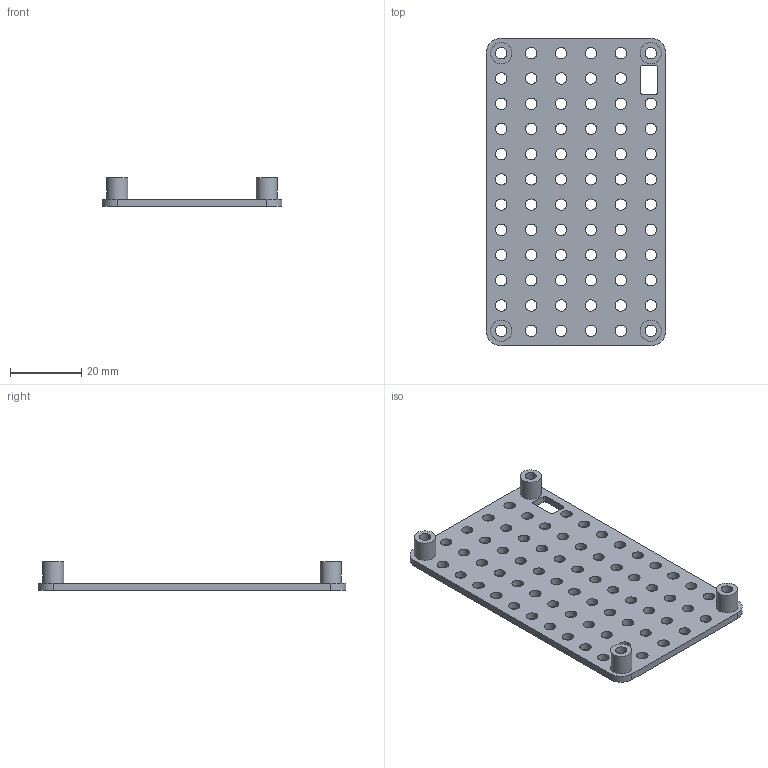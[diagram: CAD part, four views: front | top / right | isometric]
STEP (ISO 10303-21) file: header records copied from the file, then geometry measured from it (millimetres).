
FILE_DESCRIPTION(('FreeCAD Model'),'2;1');
FILE_NAME('Open CASCADE Shape Model','2025-11-11T16:17:41',('FreeCAD'),( 'FreeCAD'),'Open CASCADE STEP processor 7.8','FreeCAD','Unknown');
FILE_SCHEMA(('AUTOMOTIVE_DESIGN { 1 0 10303 214 1 1 1 1 }'));
Length unit declared in the file: millimetre
Products named in the file (1): Open CASCADE STEP translator 7.8 2
Bounding box: 50.5 x 86.5 x 8 mm (x, y, z)
Volume: 7969.6 mm3; surface area: 10188.6 mm2
Topology: 1 solids, 1 shells, 97 faces, 273 edges, 182 vertices
Faces by surface type: cylinder 83, plane 14
Full cylindrical faces by diameter (mm): 3.2 x71, 6 x4
Entity records: 3531 total; most frequent: DIRECTION 635, CARTESIAN_POINT 553, ORIENTED_EDGE 546, EDGE_CURVE 273, AXIS2_PLACEMENT_3D 264, FACE_BOUND 245, EDGE_LOOP 245, VERTEX_POINT 182
